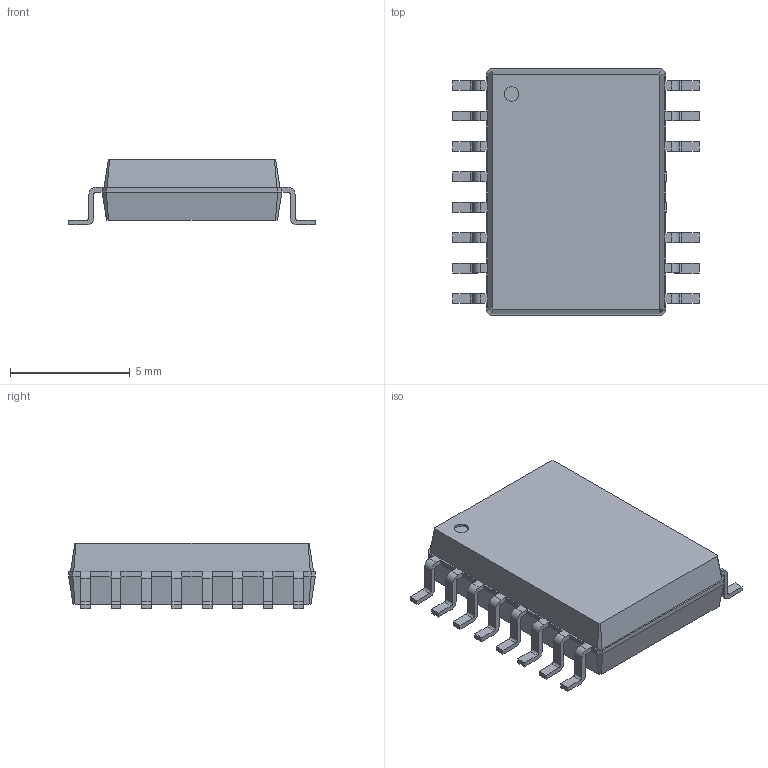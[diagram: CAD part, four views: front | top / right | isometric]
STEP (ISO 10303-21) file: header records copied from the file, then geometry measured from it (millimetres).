
FILE_DESCRIPTION(/* description */ ('model of SOIC-16W_7.5x10.3mm_P1.27mm'),/* implementation_level */ '2;1');
FILE_NAME(/* name */ 'SOIC-16W_7.5x10.3mm_P1.27mm_noPin12_13.stp',/* time_stamp */ '2024-11-18T17:27:45-03:00',/* author */ ('alan.wilson'),/* organization */ ('FreeCAD'),/* preprocessor_version */ 'ST-DEVELOPER v20',/* originating_system */ 'Autodesk Inventor 2024',/* authorisation */ '');
FILE_SCHEMA (('AUTOMOTIVE_DESIGN { 1 0 10303 214 3 1 1 }'));
Length unit declared in the file: millimetre
Products named in the file (1): SOIC_16W_75x103mm_P127mm
Bounding box: 10.3 x 10.3 x 2.75 mm (x, y, z)
Volume: 189.2 mm3; surface area: 274.9 mm2
Topology: 1 solids, 1 shells, 256 faces, 675 edges, 422 vertices
Faces by surface type: plane 199, cylinder 57
Full cylindrical faces by diameter (mm): 0.6 x1
Entity records: 8067 total; most frequent: CARTESIAN_POINT 1354, ORIENTED_EDGE 1350, DIRECTION 1303, EDGE_CURVE 675, LINE 561, VECTOR 561, VERTEX_POINT 422, AXIS2_PLACEMENT_3D 371
